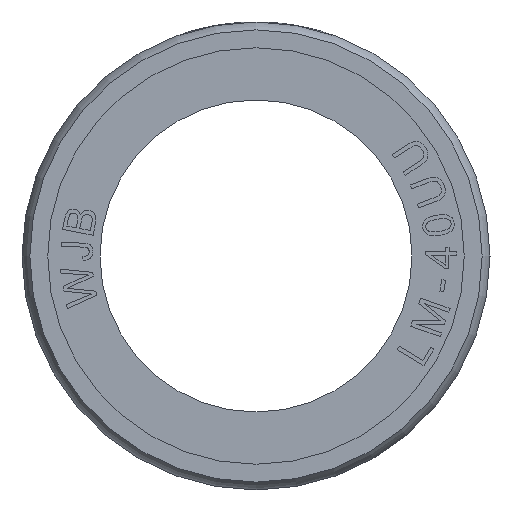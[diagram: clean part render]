
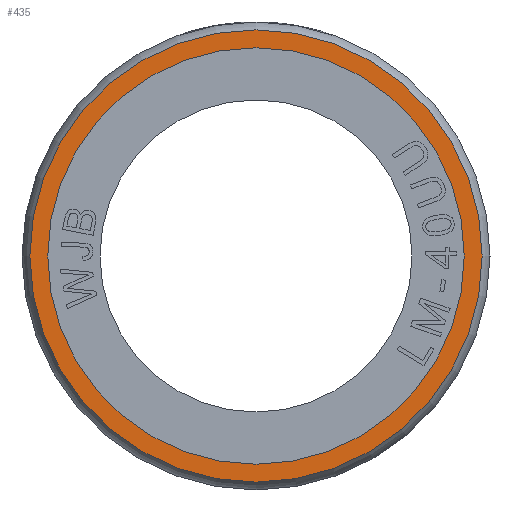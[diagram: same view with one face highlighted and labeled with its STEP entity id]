
A CAD part, left-side view. The second image highlights one B-rep face of the part: STEP entity #435.
In plain terms, the highlighted planar face has unit normal (-1, 0, 0).
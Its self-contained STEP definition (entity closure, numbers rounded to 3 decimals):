
#435=ADVANCED_FACE('',(#1033,#1034),#729,.T.);
#729=PLANE('',#5414);
#952=CIRCLE('',#5411,28.992);
#953=CIRCLE('',#5413,26.7);
#1033=FACE_BOUND('',#1120,.T.);
#1034=FACE_BOUND('',#1121,.T.);
#1120=EDGE_LOOP('',(#2539));
#1121=EDGE_LOOP('',(#2540));
#2539=ORIENTED_EDGE('',*,*,#4503,.T.);
#2540=ORIENTED_EDGE('',*,*,#4504,.F.);
#4005=VERTEX_POINT('',#7799);
#4006=VERTEX_POINT('',#7802);
#4503=EDGE_CURVE('',#4005,#4005,#952,.T.);
#4504=EDGE_CURVE('',#4006,#4006,#953,.T.);
#5411=AXIS2_PLACEMENT_3D('',#7798,#5879,#5880);
#5413=AXIS2_PLACEMENT_3D('',#7801,#5883,#5884);
#5414=AXIS2_PLACEMENT_3D('',#7803,#5885,#5886);
#5879=DIRECTION('',(-1.,0.,0.));
#5880=DIRECTION('',(0.,0.,1.));
#5883=DIRECTION('',(-1.,0.,0.));
#5884=DIRECTION('',(0.,0.,1.));
#5885=DIRECTION('',(-1.,0.,0.));
#5886=DIRECTION('',(0.,0.,1.));
#7798=CARTESIAN_POINT('',(0.,0.,0.));
#7799=CARTESIAN_POINT('',(0.,0.,28.992));
#7801=CARTESIAN_POINT('',(0.,0.,0.));
#7802=CARTESIAN_POINT('',(0.,0.,26.7));
#7803=CARTESIAN_POINT('',(0.,0.,27.846));
